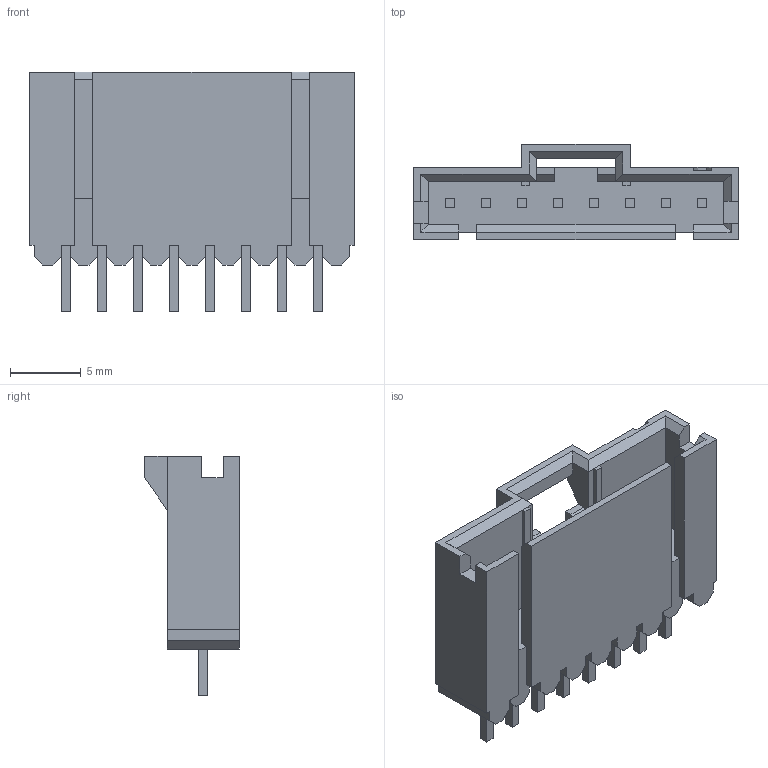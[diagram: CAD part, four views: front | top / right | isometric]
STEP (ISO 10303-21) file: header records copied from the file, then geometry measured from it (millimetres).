
FILE_DESCRIPTION((''),'2;1');
FILE_NAME('C-5-103669-7','2014-01-03T',('workeradm'),('Tyco Electronics Ltd.'),'PRO/ENGINEER BY PARAMETRIC TECHNOLOGY CORPORATION, 2013050','PRO/ENGINEER BY PARAMETRIC TECHNOLOGY CORPORATION, 2013050','');
FILE_SCHEMA(('AUTOMOTIVE_DESIGN { 1 0 10303 214 1 1 1 1 }'));
Length unit declared in the file: inch
Products named in the file (1): C-5-103669-7
Bounding box: 22.86 x 6.68 x 16.89 mm (x, y, z)
Volume: 932.6 mm3; surface area: 1649.4 mm2
Topology: 1 solids, 1 shells, 230 faces, 618 edges, 396 vertices
Faces by surface type: plane 230
Entity records: 7164 total; most frequent: CARTESIAN_POINT 1246, ORIENTED_EDGE 1236, DIRECTION 1078, VECTOR 618, LINE 618, EDGE_CURVE 618, VERTEX_POINT 396, EDGE_LOOP 238
